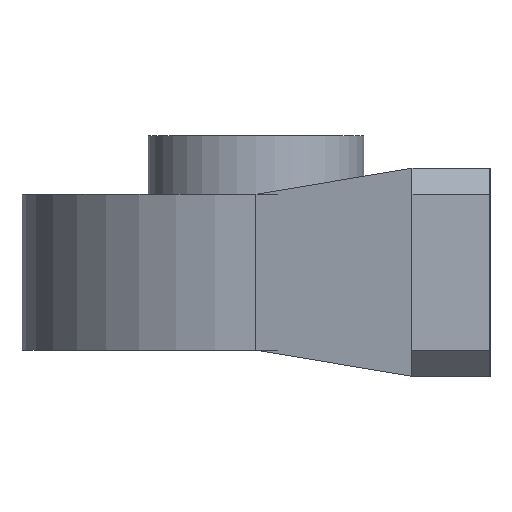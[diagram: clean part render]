
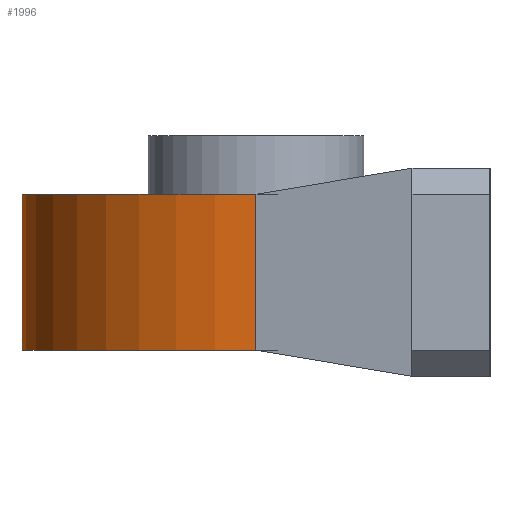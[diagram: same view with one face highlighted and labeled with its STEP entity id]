
A CAD part, left-side view. The second image highlights one B-rep face of the part: STEP entity #1996.
In plain terms, the highlighted cylindrical face has radius 18 mm (diameter 36 mm), a partial arc.
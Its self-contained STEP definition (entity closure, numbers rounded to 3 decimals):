
#25=CYLINDRICAL_SURFACE('',#2124,18.);
#51=CIRCLE('',#2115,18.);
#53=CIRCLE('',#2118,18.);
#255=FACE_OUTER_BOUND('',#387,.T.);
#387=EDGE_LOOP('',(#1823,#1824,#1825,#1826));
#582=LINE('',#3532,#765);
#584=LINE('',#3535,#767);
#765=VECTOR('',#2513,10.);
#767=VECTOR('',#2517,10.);
#957=VERTEX_POINT('',#3342);
#983=VERTEX_POINT('',#3399);
#987=VERTEX_POINT('',#3411);
#991=VERTEX_POINT('',#3424);
#1287=EDGE_CURVE('',#987,#991,#51,.T.);
#1289=EDGE_CURVE('',#983,#957,#53,.T.);
#1293=EDGE_CURVE('',#957,#987,#582,.T.);
#1295=EDGE_CURVE('',#983,#991,#584,.T.);
#1823=ORIENTED_EDGE('',*,*,#1287,.T.);
#1824=ORIENTED_EDGE('',*,*,#1295,.F.);
#1825=ORIENTED_EDGE('',*,*,#1289,.T.);
#1826=ORIENTED_EDGE('',*,*,#1293,.T.);
#1996=ADVANCED_FACE('',(#255),#25,.T.);
#2115=AXIS2_PLACEMENT_3D('',#3519,#2494,#2495);
#2118=AXIS2_PLACEMENT_3D('',#3523,#2500,#2501);
#2124=AXIS2_PLACEMENT_3D('',#3534,#2515,#2516);
#2494=DIRECTION('center_axis',(0.,0.,1.));
#2495=DIRECTION('ref_axis',(1.,0.,0.));
#2500=DIRECTION('center_axis',(0.,0.,-1.));
#2501=DIRECTION('ref_axis',(1.,0.,0.));
#2513=DIRECTION('',(0.,0.,-1.));
#2515=DIRECTION('center_axis',(0.,0.,-1.));
#2516=DIRECTION('ref_axis',(1.,0.,0.));
#2517=DIRECTION('',(0.,0.,-1.));
#3342=CARTESIAN_POINT('',(215.109,204.347,-2.));
#3399=CARTESIAN_POINT('',(179.109,204.347,-2.));
#3411=CARTESIAN_POINT('',(215.109,204.347,-14.));
#3424=CARTESIAN_POINT('',(179.109,204.347,-14.));
#3519=CARTESIAN_POINT('Origin',(197.109,204.347,-14.));
#3523=CARTESIAN_POINT('Origin',(197.109,204.347,-2.));
#3532=CARTESIAN_POINT('',(215.109,204.347,0.));
#3534=CARTESIAN_POINT('Origin',(197.109,204.347,0.));
#3535=CARTESIAN_POINT('',(179.109,204.347,0.));
